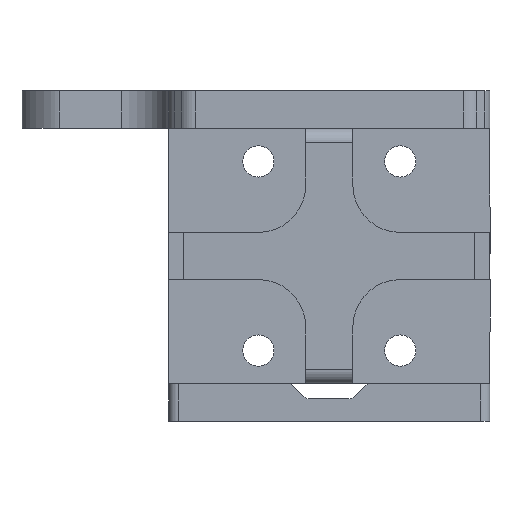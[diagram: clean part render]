
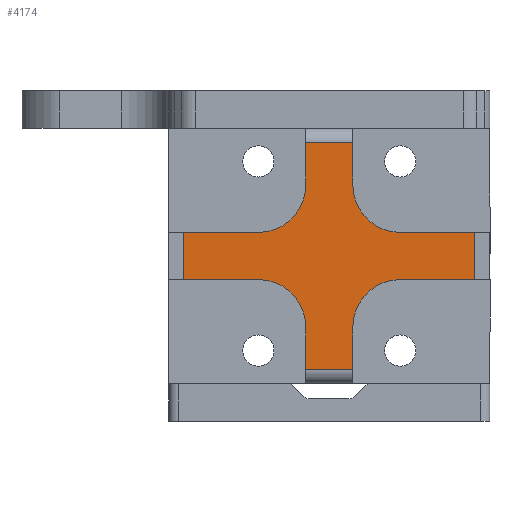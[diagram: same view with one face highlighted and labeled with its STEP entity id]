
A CAD part, front view. The second image highlights one B-rep face of the part: STEP entity #4174.
In plain terms, the highlighted planar face has unit normal (0, -1, 0).
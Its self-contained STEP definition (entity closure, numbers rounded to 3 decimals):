
#3 = DIRECTION ( 'NONE',  ( -1., 0., 0. ) ) ;
#22 = EDGE_CURVE ( 'NONE', #4011, #468, #4981, .T. ) ;
#36 = DIRECTION ( 'NONE',  ( 1., 0., 0. ) ) ;
#39 = LINE ( 'NONE', #3506, #3018 ) ;
#71 = AXIS2_PLACEMENT_3D ( 'NONE', #5393, #5376, #406 ) ;
#76 = VERTEX_POINT ( 'NONE', #5074 ) ;
#293 = DIRECTION ( 'NONE',  ( 0., 0., 1. ) ) ;
#294 = LINE ( 'NONE', #420, #869 ) ;
#295 = EDGE_CURVE ( 'NONE', #2715, #4011, #2633, .T. ) ;
#400 = ORIENTED_EDGE ( 'NONE', *, *, #2093, .T. ) ;
#406 = DIRECTION ( 'NONE',  ( 0., 0., -1. ) ) ;
#420 = CARTESIAN_POINT ( 'NONE',  ( -2.5, 2., 13.5 ) ) ;
#468 = VERTEX_POINT ( 'NONE', #2043 ) ;
#480 = LINE ( 'NONE', #1824, #988 ) ;
#505 = VERTEX_POINT ( 'NONE', #5178 ) ;
#514 = DIRECTION ( 'NONE',  ( -1., 0., 0. ) ) ;
#520 = CARTESIAN_POINT ( 'NONE',  ( 2.5, 2., -13.5 ) ) ;
#539 = CIRCLE ( 'NONE', #4462, 5. ) ;
#603 = CARTESIAN_POINT ( 'NONE',  ( 2.5, 2., 12. ) ) ;
#676 = VERTEX_POINT ( 'NONE', #3272 ) ;
#683 = LINE ( 'NONE', #2931, #2156 ) ;
#703 = ORIENTED_EDGE ( 'NONE', *, *, #295, .T. ) ;
#744 = DIRECTION ( 'NONE',  ( 0., 0., -1. ) ) ;
#770 = VERTEX_POINT ( 'NONE', #5409 ) ;
#783 = VECTOR ( 'NONE', #36, 1000. ) ;
#808 = CARTESIAN_POINT ( 'NONE',  ( 2.5, 2., -12. ) ) ;
#809 = FACE_OUTER_BOUND ( 'NONE', #1441, .T. ) ;
#842 = DIRECTION ( 'NONE',  ( 0., 1., 0. ) ) ;
#846 = EDGE_CURVE ( 'NONE', #468, #2406, #1723, .T. ) ;
#869 = VECTOR ( 'NONE', #3604, 1000. ) ;
#905 = ORIENTED_EDGE ( 'NONE', *, *, #4030, .F. ) ;
#920 = ORIENTED_EDGE ( 'NONE', *, *, #2519, .T. ) ;
#988 = VECTOR ( 'NONE', #4058, 1000. ) ;
#1109 = ORIENTED_EDGE ( 'NONE', *, *, #5649, .T. ) ;
#1161 = CARTESIAN_POINT ( 'NONE',  ( 2.5, 2., 13.5 ) ) ;
#1163 = VERTEX_POINT ( 'NONE', #2823 ) ;
#1244 = ORIENTED_EDGE ( 'NONE', *, *, #5818, .T. ) ;
#1312 = CARTESIAN_POINT ( 'NONE',  ( 7.5, 2., -7.5 ) ) ;
#1313 = EDGE_CURVE ( 'NONE', #76, #5408, #294, .T. ) ;
#1344 = CARTESIAN_POINT ( 'NONE',  ( -7.5, 2., 2.5 ) ) ;
#1422 = CARTESIAN_POINT ( 'NONE',  ( 15.4, 2., 2.5 ) ) ;
#1433 = DIRECTION ( 'NONE',  ( 0., 0., -1. ) ) ;
#1441 = EDGE_LOOP ( 'NONE', ( #5301, #703, #5607, #3461, #5063, #3434, #5865, #1244, #1109, #4841, #1859, #5795, #400, #905, #920, #5112 ) ) ;
#1450 = VECTOR ( 'NONE', #3664, 1000. ) ;
#1451 = EDGE_CURVE ( 'NONE', #2119, #76, #4824, .T. ) ;
#1453 = DIRECTION ( 'NONE',  ( 0., 1., 0. ) ) ;
#1500 = LINE ( 'NONE', #2686, #783 ) ;
#1526 = EDGE_CURVE ( 'NONE', #2406, #4513, #1500, .T. ) ;
#1549 = CARTESIAN_POINT ( 'NONE',  ( -7.5, 2., 2.5 ) ) ;
#1558 = VECTOR ( 'NONE', #2450, 1000. ) ;
#1653 = AXIS2_PLACEMENT_3D ( 'NONE', #1312, #4889, #2646 ) ;
#1721 = CARTESIAN_POINT ( 'NONE',  ( -15.4, 2., 2.5 ) ) ;
#1723 = CIRCLE ( 'NONE', #1653, 5. ) ;
#1824 = CARTESIAN_POINT ( 'NONE',  ( -7.5, 2., -2.5 ) ) ;
#1859 = ORIENTED_EDGE ( 'NONE', *, *, #1313, .T. ) ;
#1918 = VECTOR ( 'NONE', #2063, 1000. ) ;
#1961 = VERTEX_POINT ( 'NONE', #1721 ) ;
#2043 = CARTESIAN_POINT ( 'NONE',  ( 2.5, 2., -7.5 ) ) ;
#2063 = DIRECTION ( 'NONE',  ( 0., 0., 1. ) ) ;
#2093 = EDGE_CURVE ( 'NONE', #5370, #1961, #2745, .T. ) ;
#2119 = VERTEX_POINT ( 'NONE', #603 ) ;
#2156 = VECTOR ( 'NONE', #3807, 1000. ) ;
#2172 = LINE ( 'NONE', #5459, #5764 ) ;
#2196 = CARTESIAN_POINT ( 'NONE',  ( -15.4, 2., 7.5 ) ) ;
#2291 = CARTESIAN_POINT ( 'NONE',  ( -2.5, 2., -12. ) ) ;
#2406 = VERTEX_POINT ( 'NONE', #5729 ) ;
#2450 = DIRECTION ( 'NONE',  ( -1., 0., 0. ) ) ;
#2494 = CARTESIAN_POINT ( 'NONE',  ( -7.5, 2., 7.5 ) ) ;
#2519 = EDGE_CURVE ( 'NONE', #770, #4177, #480, .T. ) ;
#2543 = EDGE_CURVE ( 'NONE', #4257, #505, #2172, .T. ) ;
#2633 = LINE ( 'NONE', #3748, #1450 ) ;
#2646 = DIRECTION ( 'NONE',  ( 0., 0., 1. ) ) ;
#2686 = CARTESIAN_POINT ( 'NONE',  ( 7.5, 2., -2.5 ) ) ;
#2715 = VERTEX_POINT ( 'NONE', #2291 ) ;
#2745 = LINE ( 'NONE', #1549, #1558 ) ;
#2823 = CARTESIAN_POINT ( 'NONE',  ( 2.5, 2., 7.5 ) ) ;
#2848 = EDGE_CURVE ( 'NONE', #4257, #4513, #39, .T. ) ;
#2914 = CARTESIAN_POINT ( 'NONE',  ( 15.4, 2., -2.5 ) ) ;
#2931 = CARTESIAN_POINT ( 'NONE',  ( -2.5, 2., -13.5 ) ) ;
#3012 = CIRCLE ( 'NONE', #3921, 5. ) ;
#3018 = VECTOR ( 'NONE', #744, 1000. ) ;
#3108 = EDGE_CURVE ( 'NONE', #4177, #676, #3012, .T. ) ;
#3125 = CARTESIAN_POINT ( 'NONE',  ( -2.5, 2., 7.5 ) ) ;
#3176 = PLANE ( 'NONE',  #71 ) ;
#3247 = CARTESIAN_POINT ( 'NONE',  ( -7.5, 2., -7.5 ) ) ;
#3272 = CARTESIAN_POINT ( 'NONE',  ( -2.5, 2., -7.5 ) ) ;
#3289 = DIRECTION ( 'NONE',  ( 0., 0., 1. ) ) ;
#3339 = EDGE_CURVE ( 'NONE', #5408, #5370, #539, .T. ) ;
#3354 = VECTOR ( 'NONE', #3289, 1000. ) ;
#3434 = ORIENTED_EDGE ( 'NONE', *, *, #2848, .F. ) ;
#3461 = ORIENTED_EDGE ( 'NONE', *, *, #846, .T. ) ;
#3506 = CARTESIAN_POINT ( 'NONE',  ( 15.4, 2., 7.5 ) ) ;
#3518 = DIRECTION ( 'NONE',  ( 0., 0., 1. ) ) ;
#3604 = DIRECTION ( 'NONE',  ( 0., 0., -1. ) ) ;
#3620 = VECTOR ( 'NONE', #3518, 1000. ) ;
#3664 = DIRECTION ( 'NONE',  ( 1., 0., 0. ) ) ;
#3748 = CARTESIAN_POINT ( 'NONE',  ( 2.5, 2., -12. ) ) ;
#3807 = DIRECTION ( 'NONE',  ( 0., 0., -1. ) ) ;
#3822 = CARTESIAN_POINT ( 'NONE',  ( -2.5, 2., 12. ) ) ;
#3882 = EDGE_CURVE ( 'NONE', #676, #2715, #683, .T. ) ;
#3921 = AXIS2_PLACEMENT_3D ( 'NONE', #3247, #1453, #1433 ) ;
#4011 = VERTEX_POINT ( 'NONE', #808 ) ;
#4028 = AXIS2_PLACEMENT_3D ( 'NONE', #5791, #842, #4846 ) ;
#4030 = EDGE_CURVE ( 'NONE', #770, #1961, #5691, .T. ) ;
#4058 = DIRECTION ( 'NONE',  ( 1., 0., 0. ) ) ;
#4174 = ADVANCED_FACE ( 'NONE', ( #809 ), #3176, .T. ) ;
#4177 = VERTEX_POINT ( 'NONE', #4931 ) ;
#4257 = VERTEX_POINT ( 'NONE', #1422 ) ;
#4462 = AXIS2_PLACEMENT_3D ( 'NONE', #2494, #4773, #293 ) ;
#4513 = VERTEX_POINT ( 'NONE', #2914 ) ;
#4581 = CIRCLE ( 'NONE', #4028, 5. ) ;
#4629 = VECTOR ( 'NONE', #514, 1000. ) ;
#4773 = DIRECTION ( 'NONE',  ( 0., 1., 0. ) ) ;
#4824 = LINE ( 'NONE', #3822, #4629 ) ;
#4841 = ORIENTED_EDGE ( 'NONE', *, *, #1451, .T. ) ;
#4846 = DIRECTION ( 'NONE',  ( 0., 0., -1. ) ) ;
#4889 = DIRECTION ( 'NONE',  ( 0., 1., 0. ) ) ;
#4931 = CARTESIAN_POINT ( 'NONE',  ( -7.5, 2., -2.5 ) ) ;
#4981 = LINE ( 'NONE', #520, #3354 ) ;
#5063 = ORIENTED_EDGE ( 'NONE', *, *, #1526, .T. ) ;
#5074 = CARTESIAN_POINT ( 'NONE',  ( -2.5, 2., 12. ) ) ;
#5112 = ORIENTED_EDGE ( 'NONE', *, *, #3108, .T. ) ;
#5178 = CARTESIAN_POINT ( 'NONE',  ( 7.5, 2., 2.5 ) ) ;
#5301 = ORIENTED_EDGE ( 'NONE', *, *, #3882, .T. ) ;
#5370 = VERTEX_POINT ( 'NONE', #1344 ) ;
#5376 = DIRECTION ( 'NONE',  ( 0., -1., 0. ) ) ;
#5393 = CARTESIAN_POINT ( 'NONE',  ( 7.5, 2., 7.5 ) ) ;
#5408 = VERTEX_POINT ( 'NONE', #3125 ) ;
#5409 = CARTESIAN_POINT ( 'NONE',  ( -15.4, 2., -2.5 ) ) ;
#5459 = CARTESIAN_POINT ( 'NONE',  ( 7.5, 2., 2.5 ) ) ;
#5607 = ORIENTED_EDGE ( 'NONE', *, *, #22, .T. ) ;
#5649 = EDGE_CURVE ( 'NONE', #1163, #2119, #5767, .T. ) ;
#5691 = LINE ( 'NONE', #2196, #3620 ) ;
#5729 = CARTESIAN_POINT ( 'NONE',  ( 7.5, 2., -2.5 ) ) ;
#5764 = VECTOR ( 'NONE', #3, 1000. ) ;
#5767 = LINE ( 'NONE', #1161, #1918 ) ;
#5791 = CARTESIAN_POINT ( 'NONE',  ( 7.5, 2., 7.5 ) ) ;
#5795 = ORIENTED_EDGE ( 'NONE', *, *, #3339, .T. ) ;
#5818 = EDGE_CURVE ( 'NONE', #505, #1163, #4581, .T. ) ;
#5865 = ORIENTED_EDGE ( 'NONE', *, *, #2543, .T. ) ;
